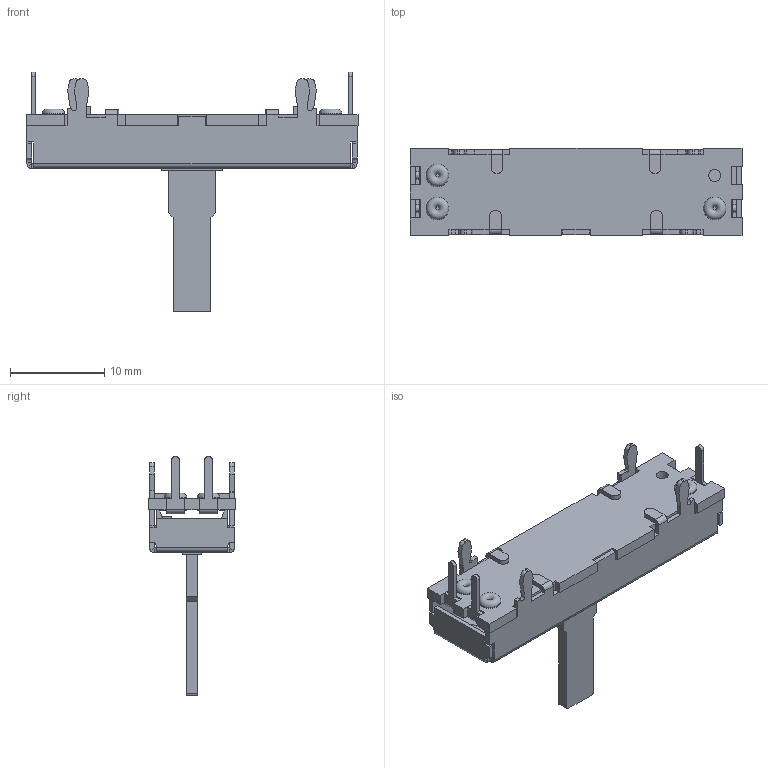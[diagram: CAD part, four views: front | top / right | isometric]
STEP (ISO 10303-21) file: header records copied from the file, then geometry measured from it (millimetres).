
FILE_DESCRIPTION(/* description */ (''),/* implementation_level */ '2;1');
FILE_NAME(/* name */ '5a48af71-418a-48a5-97ab-9dca668d890d.zip.stp',/* time_stamp */ '2019-02-02T16:35:36+00:00',/* author */ (''),/* organization */ (''),/* preprocessor_version */ 'ST-DEVELOPER v17.2',/* originating_system */ 'Autodesk Translation Framework v7.6.0.251',/* authorisation */ '');
FILE_SCHEMA (('AUTOMOTIVE_DESIGN { 1 0 10303 214 3 1 1 }'));
Length unit declared in the file: millimetre
Products named in the file (1): pta2043-2x15cpxxxx
Bounding box: 35.2 x 9.3 x 25.39 mm (x, y, z)
Volume: 943.7 mm3; surface area: 2660 mm2
Topology: 2 solids, 5 shells, 424 faces, 1236 edges, 801 vertices
Faces by surface type: plane 316, cylinder 94, bspline 8, torus 6
Full cylindrical faces by diameter (mm): 0.4 x3, 0.8 x4, 1.1 x1, 1.2 x3, 1.27 x4, 1.6 x6, 2.4 x3, 2.6 x2
Entity records: 14288 total; most frequent: CARTESIAN_POINT 2782, ORIENTED_EDGE 2472, DIRECTION 2304, EDGE_CURVE 1236, LINE 986, VECTOR 986, VERTEX_POINT 801, AXIS2_PLACEMENT_3D 659
